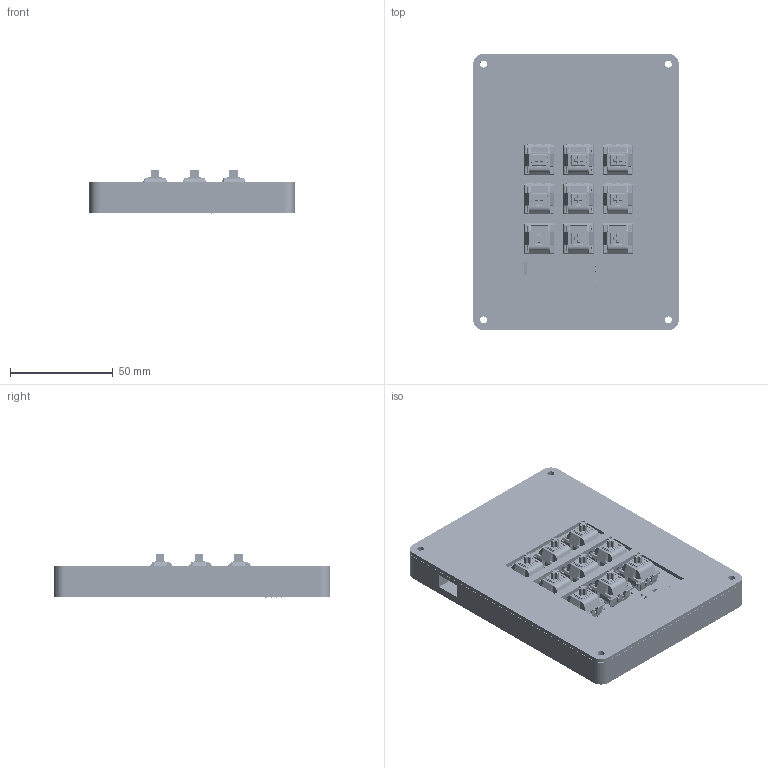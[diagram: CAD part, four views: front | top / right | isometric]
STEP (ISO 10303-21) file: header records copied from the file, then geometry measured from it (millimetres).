
FILE_DESCRIPTION(/* description */ (''),/* implementation_level */ '2;1');
FILE_NAME(/* name */ 'main keybord working 3 model.step',/* time_stamp */ '2025-12-15T11:51:36+05:30',/* author */ (''),/* organization */ (''),/* preprocessor_version */ 'ST-DEVELOPER v20.1',/* originating_system */ 'Autodesk Translation Framework v14.21.0.0',/* authorisation */ '');
FILE_SCHEMA (('AUTOMOTIVE_DESIGN { 1 0 10303 214 3 1 1 }'));
Products named in the file (11): 2025-12-15-05-44-29-023; 2025-12-15-05-44-25-341; 2025-12-15-05-44-25-343; 2025-12-15-05-44-25-344; 2025-12-15-05-44-25-345; 2025-12-15-05-44-25-347; 2025-12-15-05-44-25-346; 2025-12-15-05-44-25-349; 2025-12-15-05-44-25-342; 2025-12-15-05-44-25-348; 2025-12-15-05-21-08-778
Assembly tree (38 placements, depth 4):
  2025-12-15-05-44-29-023
    2025-12-15-05-44-25-341
      2025-12-15-05-44-25-342  x9
      2025-12-15-05-44-25-343
        2025-12-15-05-44-25-344
        2025-12-15-05-44-25-345
        2025-12-15-05-44-25-346  x13
        2025-12-15-05-44-25-347
      2025-12-15-05-44-25-348  x9
      2025-12-15-05-44-25-349
    2025-12-15-05-21-08-778
Bounding box: 100 x 134.5 x 21.89 mm (x, y, z)
Volume: 125058.5 mm3; surface area: 109970 mm2
Topology: 136 solids, 136 shells, 9700 faces, 25419 edges, 16148 vertices
Faces by surface type: plane 6193, cylinder 2542, bspline 389, torus 288, sphere 234, cone 54
Full cylindrical faces by diameter (mm): 0.5 x27, 0.8 x18, 1 x27, 1.2 x9, 1.5 x18, 1.6 x45, 1.75 x18, 2 x35, 2.02 x9, 2.6 x9, 3.2 x9, 3.4 x8, 3.8 x9, 4 x9, 4.8 x9, 6 x4
Entity records: 65897 total; most frequent: CARTESIAN_POINT 24482, ORIENTED_EDGE 8386, DIRECTION 7819, EDGE_CURVE 4193, LINE 3037, VECTOR 3037, VERTEX_POINT 2692, AXIS2_PLACEMENT_3D 2391
